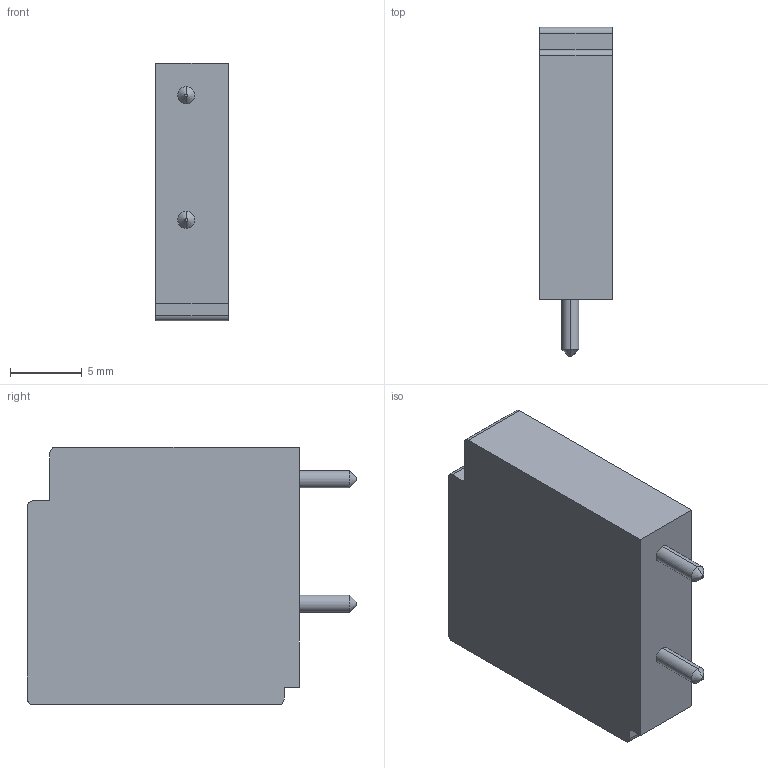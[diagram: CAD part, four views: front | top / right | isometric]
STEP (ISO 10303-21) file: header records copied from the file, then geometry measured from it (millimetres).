
FILE_DESCRIPTION (( 'STEP AP214' ), '1' );
FILE_NAME ('Phoenix_TDPT_Blockv2.STEP', '2019-10-18T18:49:41', ( '' ), ( '' ), 'SwSTEP 2.0', 'SolidWorks 2019', '' );
FILE_SCHEMA (( 'AUTOMOTIVE_DESIGN' ));
Length unit declared in the file: millimetre
Products named in the file (1): Phoenix_TDPT_Blockv2
Bounding box: 5.08 x 23 x 18 mm (x, y, z)
Volume: 1513.4 mm3; surface area: 1450.5 mm2
Topology: 4 solids, 4 shells, 82 faces, 191 edges, 120 vertices
Faces by surface type: plane 40, cylinder 21, cone 8, bspline 7, torus 6
Entity records: 2593 total; most frequent: CARTESIAN_POINT 660, DIRECTION 389, ORIENTED_EDGE 382, EDGE_CURVE 191, AXIS2_PLACEMENT_3D 137, VERTEX_POINT 120, VECTOR 115, LINE 115
